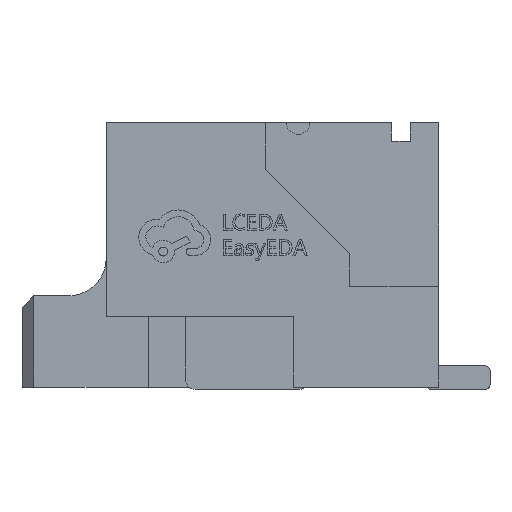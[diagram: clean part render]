
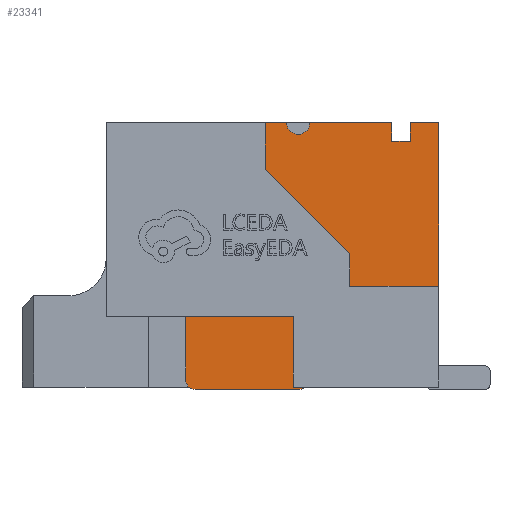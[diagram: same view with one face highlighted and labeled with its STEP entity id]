
A CAD part, left-side view. The second image highlights one B-rep face of the part: STEP entity #23341.
In plain terms, the highlighted planar face has unit normal (-1, 0, 0).
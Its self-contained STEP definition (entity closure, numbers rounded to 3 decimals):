
#384 = DIRECTION ( 'NONE',  ( 0., 1., 0. ) ) ;
#661 = CARTESIAN_POINT ( 'NONE',  ( -9.4, -3.9, 5.65 ) ) ;
#685 = DIRECTION ( 'NONE',  ( 0., 0., 1. ) ) ;
#816 = CARTESIAN_POINT ( 'NONE',  ( -9.4, -3.3, 5.25 ) ) ;
#904 = CARTESIAN_POINT ( 'NONE',  ( -9.4, -0.65, 5.65 ) ) ;
#1028 = VECTOR ( 'NONE', #6163, 1000. ) ;
#1136 = EDGE_CURVE ( 'NONE', #1361, #25369, #10547, .T. ) ;
#1308 = AXIS2_PLACEMENT_3D ( 'NONE', #15807, #5046, #20638 ) ;
#1361 = VERTEX_POINT ( 'NONE', #12088 ) ;
#1448 = VECTOR ( 'NONE', #24932, 1000. ) ;
#2001 = CARTESIAN_POINT ( 'NONE',  ( -9.4, -1.15, 5.65 ) ) ;
#2076 = LINE ( 'NONE', #24063, #13621 ) ;
#2187 = ORIENTED_EDGE ( 'NONE', *, *, #17670, .T. ) ;
#2361 = ORIENTED_EDGE ( 'NONE', *, *, #27529, .T. ) ;
#2419 = VECTOR ( 'NONE', #3707, 1000. ) ;
#2537 = DIRECTION ( 'NONE',  ( 0., -1., 0. ) ) ;
#3290 = ORIENTED_EDGE ( 'NONE', *, *, #28093, .F. ) ;
#3707 = DIRECTION ( 'NONE',  ( 0., 0., 1. ) ) ;
#4093 = CARTESIAN_POINT ( 'NONE',  ( -9.4, 1.5, -0.05 ) ) ;
#4139 = AXIS2_PLACEMENT_3D ( 'NONE', #18188, #16022, #6982 ) ;
#4346 = EDGE_CURVE ( 'NONE', #26793, #19212, #20087, .T. ) ;
#4526 = DIRECTION ( 'NONE',  ( 0., 0., 1. ) ) ;
#4630 = PLANE ( 'NONE',  #5554 ) ;
#4642 = CARTESIAN_POINT ( 'NONE',  ( -9.4, 1.5, 5.65 ) ) ;
#4654 = DIRECTION ( 'NONE',  ( 0., 1., 0. ) ) ;
#4675 = VECTOR ( 'NONE', #13525, 1000. ) ;
#4767 = CARTESIAN_POINT ( 'NONE',  ( -9.4, -3.7, 0.86 ) ) ;
#4836 = DIRECTION ( 'NONE',  ( 1., 0., 0. ) ) ;
#4910 = AXIS2_PLACEMENT_3D ( 'NONE', #18721, #5344, #25673 ) ;
#5046 = DIRECTION ( 'NONE',  ( -1., 0., 0. ) ) ;
#5163 = ORIENTED_EDGE ( 'NONE', *, *, #8221, .T. ) ;
#5344 = DIRECTION ( 'NONE',  ( 1., 0., 0. ) ) ;
#5554 = AXIS2_PLACEMENT_3D ( 'NONE', #22387, #22541, #685 ) ;
#5809 = VERTEX_POINT ( 'NONE', #20954 ) ;
#5946 = ORIENTED_EDGE ( 'NONE', *, *, #27725, .T. ) ;
#6095 = CARTESIAN_POINT ( 'NONE',  ( -9.4, -2.9, 5.65 ) ) ;
#6163 = DIRECTION ( 'NONE',  ( 0., -1., 0. ) ) ;
#6435 = ORIENTED_EDGE ( 'NONE', *, *, #7282, .T. ) ;
#6515 = LINE ( 'NONE', #6095, #18216 ) ;
#6528 = DIRECTION ( 'NONE',  ( -1., 0., 0. ) ) ;
#6545 = VERTEX_POINT ( 'NONE', #23558 ) ;
#6735 = VERTEX_POINT ( 'NONE', #661 ) ;
#6982 = DIRECTION ( 'NONE',  ( 0., 0., 1. ) ) ;
#7282 = EDGE_CURVE ( 'NONE', #5809, #27165, #26727, .T. ) ;
#7873 = ORIENTED_EDGE ( 'NONE', *, *, #24600, .T. ) ;
#7982 = ORIENTED_EDGE ( 'NONE', *, *, #23910, .T. ) ;
#8221 = EDGE_CURVE ( 'NONE', #19272, #1361, #26860, .T. ) ;
#8351 = ORIENTED_EDGE ( 'NONE', *, *, #1136, .T. ) ;
#9693 = CARTESIAN_POINT ( 'NONE',  ( -9.4, 1.5, 5.65 ) ) ;
#9964 = LINE ( 'NONE', #23044, #11435 ) ;
#10029 = CARTESIAN_POINT ( 'NONE',  ( -9.4, -2.9, 5.25 ) ) ;
#10234 = VERTEX_POINT ( 'NONE', #816 ) ;
#10465 = CARTESIAN_POINT ( 'NONE',  ( -9.4, -0.937, -0.05 ) ) ;
#10516 = AXIS2_PLACEMENT_3D ( 'NONE', #15979, #6528, #15402 ) ;
#10547 = LINE ( 'NONE', #4093, #1028 ) ;
#10955 = CARTESIAN_POINT ( 'NONE',  ( -9.4, -2.9, 5.65 ) ) ;
#11028 = VERTEX_POINT ( 'NONE', #4767 ) ;
#11435 = VECTOR ( 'NONE', #28089, 1000. ) ;
#11506 = CARTESIAN_POINT ( 'NONE',  ( -9.4, -1., -0.05 ) ) ;
#11600 = FACE_OUTER_BOUND ( 'NONE', #23981, .T. ) ;
#12088 = CARTESIAN_POINT ( 'NONE',  ( -9.4, 1.3, -0.05 ) ) ;
#12356 = DIRECTION ( 'NONE',  ( 0., 0., 1. ) ) ;
#12591 = LINE ( 'NONE', #23372, #2419 ) ;
#13031 = ORIENTED_EDGE ( 'NONE', *, *, #4346, .T. ) ;
#13032 = CARTESIAN_POINT ( 'NONE',  ( -9.4, -0.15, 5.65 ) ) ;
#13324 = EDGE_CURVE ( 'NONE', #26793, #20884, #6515, .T. ) ;
#13525 = DIRECTION ( 'NONE',  ( 0., -0.819, 0.574 ) ) ;
#13621 = VECTOR ( 'NONE', #26061, 1000. ) ;
#13899 = CARTESIAN_POINT ( 'NONE',  ( -9.4, 1.5, 0.15 ) ) ;
#14093 = AXIS2_PLACEMENT_3D ( 'NONE', #17775, #4836, #4526 ) ;
#14123 = VECTOR ( 'NONE', #384, 1000. ) ;
#14180 = VERTEX_POINT ( 'NONE', #22700 ) ;
#14341 = LINE ( 'NONE', #9693, #1448 ) ;
#14580 = VECTOR ( 'NONE', #2537, 1000. ) ;
#15102 = ORIENTED_EDGE ( 'NONE', *, *, #21077, .T. ) ;
#15402 = DIRECTION ( 'NONE',  ( 0., 0., 1. ) ) ;
#15807 = CARTESIAN_POINT ( 'NONE',  ( -9.4, -0.937, 0.15 ) ) ;
#15979 = CARTESIAN_POINT ( 'NONE',  ( -9.4, -3.7, 1.06 ) ) ;
#16022 = DIRECTION ( 'NONE',  ( -1., 0., 0. ) ) ;
#16087 = EDGE_CURVE ( 'NONE', #10234, #21207, #12591, .T. ) ;
#16221 = CARTESIAN_POINT ( 'NONE',  ( -9.4, -0.65, 5.65 ) ) ;
#16491 = ORIENTED_EDGE ( 'NONE', *, *, #23714, .T. ) ;
#16607 = EDGE_CURVE ( 'NONE', #6545, #6735, #23266, .T. ) ;
#17644 = ORIENTED_EDGE ( 'NONE', *, *, #22433, .T. ) ;
#17649 = VECTOR ( 'NONE', #21313, 1000. ) ;
#17670 = EDGE_CURVE ( 'NONE', #24410, #5809, #23886, .T. ) ;
#17775 = CARTESIAN_POINT ( 'NONE',  ( -9.4, 0.1, 5.65 ) ) ;
#18188 = CARTESIAN_POINT ( 'NONE',  ( -9.4, 1.3, 0.15 ) ) ;
#18216 = VECTOR ( 'NONE', #19493, 1000. ) ;
#18660 = LINE ( 'NONE', #904, #17649 ) ;
#18721 = CARTESIAN_POINT ( 'NONE',  ( -9.4, -0.9, 5.65 ) ) ;
#19123 = VECTOR ( 'NONE', #12356, 1000. ) ;
#19212 = VERTEX_POINT ( 'NONE', #2001 ) ;
#19272 = VERTEX_POINT ( 'NONE', #13899 ) ;
#19419 = CARTESIAN_POINT ( 'NONE',  ( -9.4, -3.3, 5.65 ) ) ;
#19493 = DIRECTION ( 'NONE',  ( 0., 0., -1. ) ) ;
#20087 = LINE ( 'NONE', #22820, #14123 ) ;
#20307 = CARTESIAN_POINT ( 'NONE',  ( -9.4, -2.3, 0.86 ) ) ;
#20393 = CARTESIAN_POINT ( 'NONE',  ( -9.4, 0.35, 5.65 ) ) ;
#20638 = DIRECTION ( 'NONE',  ( 0., 0., 1. ) ) ;
#20884 = VERTEX_POINT ( 'NONE', #10029 ) ;
#20954 = CARTESIAN_POINT ( 'NONE',  ( -9.4, 0.35, 5.65 ) ) ;
#21077 = EDGE_CURVE ( 'NONE', #25826, #11028, #24787, .T. ) ;
#21205 = CIRCLE ( 'NONE', #4910, 0.25 ) ;
#21207 = VERTEX_POINT ( 'NONE', #19419 ) ;
#21242 = EDGE_CURVE ( 'NONE', #6735, #21207, #2076, .T. ) ;
#21313 = DIRECTION ( 'NONE',  ( 0., 1., 0. ) ) ;
#21748 = ORIENTED_EDGE ( 'NONE', *, *, #21242, .T. ) ;
#21777 = VERTEX_POINT ( 'NONE', #16221 ) ;
#21854 = ORIENTED_EDGE ( 'NONE', *, *, #16087, .F. ) ;
#22278 = VECTOR ( 'NONE', #4654, 1000. ) ;
#22387 = CARTESIAN_POINT ( 'NONE',  ( -9.4, -0.9, 5.65 ) ) ;
#22433 = EDGE_CURVE ( 'NONE', #25369, #14180, #25442, .T. ) ;
#22485 = CARTESIAN_POINT ( 'NONE',  ( -9.4, -2.3, 0.86 ) ) ;
#22541 = DIRECTION ( 'NONE',  ( -1., 0., 0. ) ) ;
#22700 = CARTESIAN_POINT ( 'NONE',  ( -9.4, -1.052, -0.014 ) ) ;
#22820 = CARTESIAN_POINT ( 'NONE',  ( -9.4, -3.9, 5.65 ) ) ;
#23044 = CARTESIAN_POINT ( 'NONE',  ( -9.4, -2.9, 5.25 ) ) ;
#23266 = LINE ( 'NONE', #23421, #19123 ) ;
#23341 = ADVANCED_FACE ( 'NONE', ( #11600 ), #4630, .T. ) ;
#23372 = CARTESIAN_POINT ( 'NONE',  ( -9.4, -3.3, 5.65 ) ) ;
#23421 = CARTESIAN_POINT ( 'NONE',  ( -9.4, -3.9, 0.86 ) ) ;
#23558 = CARTESIAN_POINT ( 'NONE',  ( -9.4, -3.9, 1.06 ) ) ;
#23714 = EDGE_CURVE ( 'NONE', #21777, #24410, #18660, .T. ) ;
#23886 = CIRCLE ( 'NONE', #14093, 0.25 ) ;
#23910 = EDGE_CURVE ( 'NONE', #14180, #25826, #27030, .T. ) ;
#23981 = EDGE_LOOP ( 'NONE', ( #8351, #17644, #7982, #15102, #5946, #27599, #21748, #21854, #3290, #24227, #13031, #2361, #16491, #2187, #6435, #7873, #5163 ) ) ;
#24063 = CARTESIAN_POINT ( 'NONE',  ( -9.4, -3.9, 5.65 ) ) ;
#24227 = ORIENTED_EDGE ( 'NONE', *, *, #13324, .F. ) ;
#24410 = VERTEX_POINT ( 'NONE', #13032 ) ;
#24600 = EDGE_CURVE ( 'NONE', #27165, #19272, #14341, .T. ) ;
#24787 = LINE ( 'NONE', #22485, #14580 ) ;
#24932 = DIRECTION ( 'NONE',  ( 0., 0., -1. ) ) ;
#25369 = VERTEX_POINT ( 'NONE', #10465 ) ;
#25442 = CIRCLE ( 'NONE', #1308, 0.2 ) ;
#25673 = DIRECTION ( 'NONE',  ( 0., 0., 1. ) ) ;
#25826 = VERTEX_POINT ( 'NONE', #20307 ) ;
#26061 = DIRECTION ( 'NONE',  ( 0., 1., 0. ) ) ;
#26727 = LINE ( 'NONE', #20393, #22278 ) ;
#26793 = VERTEX_POINT ( 'NONE', #10955 ) ;
#26860 = CIRCLE ( 'NONE', #4139, 0.2 ) ;
#27030 = LINE ( 'NONE', #11506, #4675 ) ;
#27165 = VERTEX_POINT ( 'NONE', #4642 ) ;
#27529 = EDGE_CURVE ( 'NONE', #19212, #21777, #21205, .T. ) ;
#27599 = ORIENTED_EDGE ( 'NONE', *, *, #16607, .T. ) ;
#27661 = CIRCLE ( 'NONE', #10516, 0.2 ) ;
#27725 = EDGE_CURVE ( 'NONE', #11028, #6545, #27661, .T. ) ;
#28089 = DIRECTION ( 'NONE',  ( 0., -1., 0. ) ) ;
#28093 = EDGE_CURVE ( 'NONE', #20884, #10234, #9964, .T. ) ;
